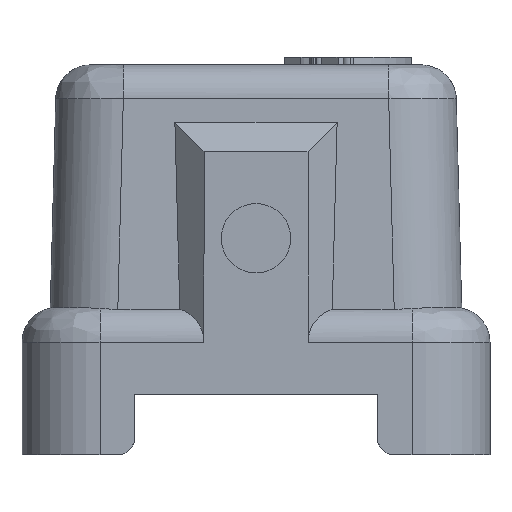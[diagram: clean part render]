
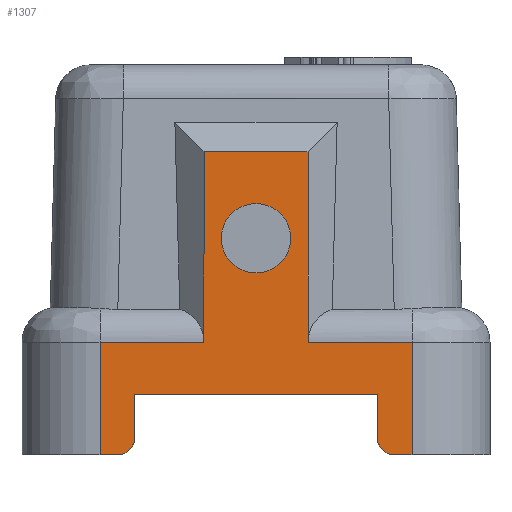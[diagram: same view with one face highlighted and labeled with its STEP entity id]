
A CAD part, front view. The second image highlights one B-rep face of the part: STEP entity #1307.
In plain terms, the highlighted planar face has unit normal (0, -1, 0).
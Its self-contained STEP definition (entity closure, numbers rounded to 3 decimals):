
#1307=ADVANCED_FACE('',(#1608,#1609),#1478,.T.);
#1478=PLANE('',#5005);
#1515=CIRCLE('',#4809,1.);
#1516=CIRCLE('',#4814,1.);
#1559=CIRCLE('',#5004,2.);
#1608=FACE_BOUND('',#1798,.T.);
#1609=FACE_BOUND('',#1799,.T.);
#1798=EDGE_LOOP('',(#2715));
#1799=EDGE_LOOP('',(#2716,#2717,#2718,#2719,#2720,#2721,#2722,#2723,#2724,
#2725,#2726,#2727,#2728,#2729));
#2715=ORIENTED_EDGE('',*,*,#3746,.F.);
#2716=ORIENTED_EDGE('',*,*,#3370,.T.);
#2717=ORIENTED_EDGE('',*,*,#3358,.F.);
#2718=ORIENTED_EDGE('',*,*,#3716,.T.);
#2719=ORIENTED_EDGE('',*,*,#3731,.T.);
#2720=ORIENTED_EDGE('',*,*,#3728,.F.);
#2721=ORIENTED_EDGE('',*,*,#3737,.T.);
#2722=ORIENTED_EDGE('',*,*,#3739,.T.);
#2723=ORIENTED_EDGE('',*,*,#3742,.T.);
#2724=ORIENTED_EDGE('',*,*,#3745,.T.);
#2725=ORIENTED_EDGE('',*,*,#3320,.F.);
#2726=ORIENTED_EDGE('',*,*,#3363,.T.);
#2727=ORIENTED_EDGE('',*,*,#3365,.T.);
#2728=ORIENTED_EDGE('',*,*,#3369,.T.);
#2729=ORIENTED_EDGE('',*,*,#3368,.T.);
#2970=VERTEX_POINT('',#6088);
#2971=VERTEX_POINT('',#6090);
#3000=VERTEX_POINT('',#6163);
#3001=VERTEX_POINT('',#6165);
#3003=VERTEX_POINT('',#6172);
#3004=VERTEX_POINT('',#6176);
#3005=VERTEX_POINT('',#6180);
#3006=VERTEX_POINT('',#6182);
#3235=VERTEX_POINT('',#7409);
#3242=VERTEX_POINT('',#7467);
#3243=VERTEX_POINT('',#7469);
#3247=VERTEX_POINT('',#7484);
#3248=VERTEX_POINT('',#7488);
#3250=VERTEX_POINT('',#7497);
#3251=VERTEX_POINT('',#7535);
#3320=EDGE_CURVE('',#2970,#2971,#3852,.T.);
#3358=EDGE_CURVE('',#3000,#3001,#3878,.T.);
#3363=EDGE_CURVE('',#2970,#3003,#1515,.T.);
#3365=EDGE_CURVE('',#3003,#3004,#3883,.T.);
#3368=EDGE_CURVE('',#3005,#3006,#3886,.T.);
#3369=EDGE_CURVE('',#3004,#3005,#3887,.T.);
#3370=EDGE_CURVE('',#3006,#3001,#1516,.T.);
#3716=EDGE_CURVE('',#3000,#3235,#4161,.T.);
#3728=EDGE_CURVE('',#3242,#3243,#4167,.T.);
#3731=EDGE_CURVE('',#3235,#3243,#4169,.T.);
#3737=EDGE_CURVE('',#3242,#3247,#4175,.T.);
#3739=EDGE_CURVE('',#3247,#3248,#4176,.T.);
#3742=EDGE_CURVE('',#3248,#3250,#4177,.T.);
#3745=EDGE_CURVE('',#3250,#2971,#4178,.T.);
#3746=EDGE_CURVE('',#3251,#3251,#1559,.T.);
#3852=LINE('',#6089,#4251);
#3878=LINE('',#6164,#4277);
#3883=LINE('',#6177,#4282);
#3886=LINE('',#6183,#4285);
#3887=LINE('',#6185,#4286);
#4161=LINE('',#7408,#4560);
#4167=LINE('',#7468,#4566);
#4169=LINE('',#7473,#4568);
#4175=LINE('',#7485,#4574);
#4176=LINE('',#7489,#4575);
#4177=LINE('',#7498,#4576);
#4178=LINE('',#7531,#4577);
#4251=VECTOR('',#5090,1.);
#4277=VECTOR('',#5154,1.);
#4282=VECTOR('',#5167,1.);
#4285=VECTOR('',#5172,1.);
#4286=VECTOR('',#5175,1.);
#4560=VECTOR('',#5791,1.);
#4566=VECTOR('',#5811,1.);
#4568=VECTOR('',#5817,1.);
#4574=VECTOR('',#5827,1.);
#4575=VECTOR('',#5832,1.);
#4576=VECTOR('',#5837,1.);
#4577=VECTOR('',#5844,1.);
#4809=AXIS2_PLACEMENT_3D('',#6173,#5162,#5163);
#4814=AXIS2_PLACEMENT_3D('',#6187,#5178,#5179);
#5004=AXIS2_PLACEMENT_3D('',#7534,#5849,#5850);
#5005=AXIS2_PLACEMENT_3D('',#7536,#5851,#5852);
#5090=DIRECTION('',(-1.,0.,0.));
#5154=DIRECTION('',(-1.,0.,0.));
#5162=DIRECTION('',(0.,-1.,0.));
#5163=DIRECTION('',(0.,0.,-1.));
#5167=DIRECTION('',(0.,0.,1.));
#5172=DIRECTION('',(0.,0.,-1.));
#5175=DIRECTION('',(1.,0.,0.));
#5178=DIRECTION('',(0.,-1.,0.));
#5179=DIRECTION('',(-1.,0.,0.));
#5791=DIRECTION('',(0.,0.,1.));
#5811=DIRECTION('',(0.,0.,-1.));
#5817=DIRECTION('',(-1.,0.,0.));
#5827=DIRECTION('',(-1.,0.,0.));
#5832=DIRECTION('',(0.,0.,-1.));
#5837=DIRECTION('',(-1.,0.,0.));
#5844=DIRECTION('',(0.,0.,-1.));
#5849=DIRECTION('',(0.,-1.,0.));
#5850=DIRECTION('',(1.,0.,0.));
#5851=DIRECTION('',(0.,-1.,0.));
#5852=DIRECTION('',(0.,0.,-1.));
#6088=CARTESIAN_POINT('',(-8.,-13.4,0.));
#6089=CARTESIAN_POINT('',(-8.,-13.4,0.));
#6090=CARTESIAN_POINT('',(-9.,-13.4,0.));
#6163=CARTESIAN_POINT('',(9.,-13.4,0.));
#6164=CARTESIAN_POINT('',(9.,-13.4,0.));
#6165=CARTESIAN_POINT('',(8.,-13.4,0.));
#6172=CARTESIAN_POINT('',(-7.,-13.4,1.));
#6173=CARTESIAN_POINT('',(-8.,-13.4,1.));
#6176=CARTESIAN_POINT('',(-7.,-13.4,3.5));
#6177=CARTESIAN_POINT('',(-7.,-13.4,1.));
#6180=CARTESIAN_POINT('',(7.,-13.4,3.5));
#6182=CARTESIAN_POINT('',(7.,-13.4,1.));
#6183=CARTESIAN_POINT('',(7.,-13.4,3.5));
#6185=CARTESIAN_POINT('',(-7.,-13.4,3.5));
#6187=CARTESIAN_POINT('',(8.,-13.4,1.));
#7408=CARTESIAN_POINT('',(9.,-13.4,0.));
#7409=CARTESIAN_POINT('',(9.,-13.4,6.5));
#7467=CARTESIAN_POINT('',(3.,-13.4,17.5));
#7468=CARTESIAN_POINT('',(3.,-13.4,5.309));
#7469=CARTESIAN_POINT('',(3.,-13.4,6.5));
#7473=CARTESIAN_POINT('',(9.,-13.4,6.5));
#7484=CARTESIAN_POINT('',(-3.,-13.4,17.5));
#7485=CARTESIAN_POINT('',(-10.,-13.4,17.5));
#7488=CARTESIAN_POINT('',(-3.,-13.4,6.5));
#7489=CARTESIAN_POINT('',(-3.,-13.4,19.6));
#7497=CARTESIAN_POINT('',(-9.,-13.4,6.5));
#7498=CARTESIAN_POINT('',(-2.793,-13.4,6.5));
#7531=CARTESIAN_POINT('',(-9.,-13.4,6.5));
#7534=CARTESIAN_POINT('',(0.,-13.4,12.5));
#7535=CARTESIAN_POINT('',(2.,-13.4,12.5));
#7536=CARTESIAN_POINT('',(-10.,-13.4,19.6));
